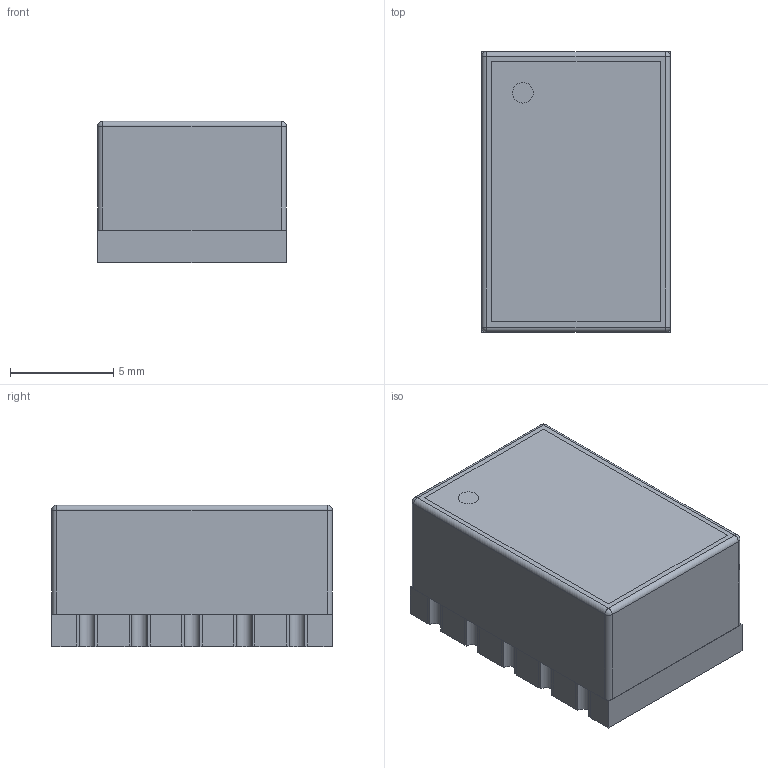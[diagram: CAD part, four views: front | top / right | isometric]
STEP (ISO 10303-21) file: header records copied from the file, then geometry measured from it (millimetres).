
FILE_DESCRIPTION((''),'2;1');
FILE_NAME('OSC_CONNOR-WINFIELD_DOT050V.stp','2016-08-09T10:22:29',(''),(''),'Mechanical Desktop 2011','Mechanical Desktop 2011',', , ');
FILE_SCHEMA(('AUTOMOTIVE_DESIGN { 1 2 10303 214 1 1 1 1 }'));
Length unit declared in the file: millimetre
Products named in the file (1): Product
Bounding box: 9.15 x 13.6 x 6.86 mm (x, y, z)
Volume: 849.3 mm3; surface area: 1099.4 mm2
Topology: 14 solids, 14 shells, 201 faces, 464 edges, 292 vertices
Faces by surface type: bspline 92, plane 78, cylinder 27, sphere 4
Entity records: 5838 total; most frequent: CARTESIAN_POINT 1444, ORIENTED_EDGE 928, DIRECTION 768, EDGE_CURVE 464, VECTOR 380, LINE 380, VERTEX_POINT 292, EDGE_LOOP 204
